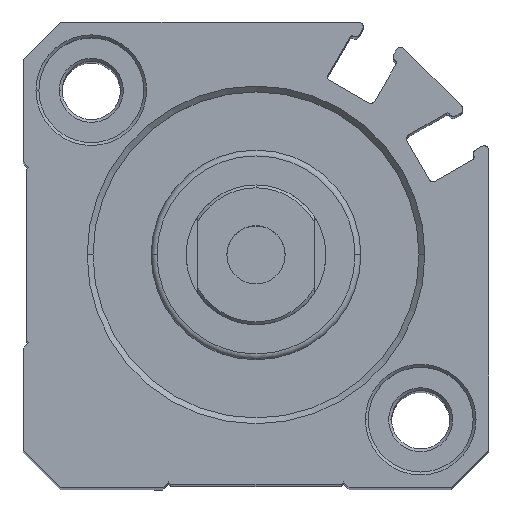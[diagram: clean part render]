
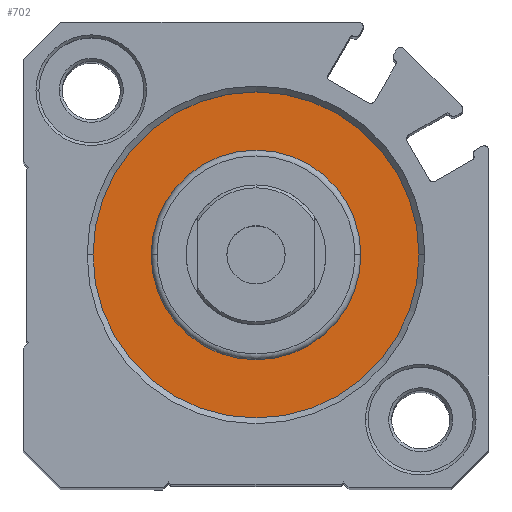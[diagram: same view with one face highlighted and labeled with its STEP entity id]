
A CAD part, top view. The second image highlights one B-rep face of the part: STEP entity #702.
In plain terms, the highlighted planar face has unit normal (0, 0, 1).
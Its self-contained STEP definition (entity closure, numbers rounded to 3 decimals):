
#70 = CARTESIAN_POINT ( 'NONE',  ( 0., 0., 51.05 ) ) ;
#165 = CARTESIAN_POINT ( 'NONE',  ( 9., 0., 51.05 ) ) ;
#413 = DIRECTION ( 'NONE',  ( 1., 0., 0. ) ) ;
#478 = DIRECTION ( 'NONE',  ( 0., 0., 1. ) ) ;
#545 = VERTEX_POINT ( 'NONE', #1517 ) ;
#565 = ORIENTED_EDGE ( 'NONE', *, *, #3064, .T. ) ;
#702 = ADVANCED_FACE ( 'NONE', ( #3165, #2213 ), #3634, .T. ) ;
#734 = EDGE_LOOP ( 'NONE', ( #1725, #565 ) ) ;
#739 = ORIENTED_EDGE ( 'NONE', *, *, #1412, .F. ) ;
#839 = DIRECTION ( 'NONE',  ( 0., 0., 1. ) ) ;
#903 = CARTESIAN_POINT ( 'NONE',  ( 0., 0., 51.05 ) ) ;
#1213 = CARTESIAN_POINT ( 'NONE',  ( -9., 0., 51.05 ) ) ;
#1342 = AXIS2_PLACEMENT_3D ( 'NONE', #70, #2403, #413 ) ;
#1412 = EDGE_CURVE ( 'NONE', #3222, #2022, #4114, .T. ) ;
#1469 = VERTEX_POINT ( 'NONE', #1856 ) ;
#1517 = CARTESIAN_POINT ( 'NONE',  ( 14., 0., 51.05 ) ) ;
#1578 = DIRECTION ( 'NONE',  ( 0., 0., 1. ) ) ;
#1725 = ORIENTED_EDGE ( 'NONE', *, *, #2402, .T. ) ;
#1856 = CARTESIAN_POINT ( 'NONE',  ( -14., 0., 51.05 ) ) ;
#1911 = DIRECTION ( 'NONE',  ( 0., 0., 1. ) ) ;
#2022 = VERTEX_POINT ( 'NONE', #165 ) ;
#2140 = CIRCLE ( 'NONE', #4029, 9. ) ;
#2154 = ORIENTED_EDGE ( 'NONE', *, *, #4141, .F. ) ;
#2213 = FACE_OUTER_BOUND ( 'NONE', #734, .T. ) ;
#2402 = EDGE_CURVE ( 'NONE', #545, #1469, #2792, .T. ) ;
#2403 = DIRECTION ( 'NONE',  ( 0., 0., 1. ) ) ;
#2473 = CARTESIAN_POINT ( 'NONE',  ( 0., 0., 51.05 ) ) ;
#2792 = CIRCLE ( 'NONE', #1342, 14. ) ;
#2847 = DIRECTION ( 'NONE',  ( 1., 0., 0. ) ) ;
#2869 = CARTESIAN_POINT ( 'NONE',  ( 0., 0., 51.05 ) ) ;
#3064 = EDGE_CURVE ( 'NONE', #1469, #545, #3951, .T. ) ;
#3165 = FACE_BOUND ( 'NONE', #4381, .T. ) ;
#3222 = VERTEX_POINT ( 'NONE', #1213 ) ;
#3226 = DIRECTION ( 'NONE',  ( 1., 0., 0. ) ) ;
#3240 = AXIS2_PLACEMENT_3D ( 'NONE', #2473, #478, #2847 ) ;
#3634 = PLANE ( 'NONE',  #3855 ) ;
#3831 = AXIS2_PLACEMENT_3D ( 'NONE', #2869, #839, #3226 ) ;
#3855 = AXIS2_PLACEMENT_3D ( 'NONE', #903, #1578, #3974 ) ;
#3951 = CIRCLE ( 'NONE', #3240, 14. ) ;
#3974 = DIRECTION ( 'NONE',  ( 1., 0., 0. ) ) ;
#3976 = CARTESIAN_POINT ( 'NONE',  ( 0., 0., 51.05 ) ) ;
#4029 = AXIS2_PLACEMENT_3D ( 'NONE', #3976, #1911, #4324 ) ;
#4114 = CIRCLE ( 'NONE', #3831, 9. ) ;
#4141 = EDGE_CURVE ( 'NONE', #2022, #3222, #2140, .T. ) ;
#4324 = DIRECTION ( 'NONE',  ( 1., 0., 0. ) ) ;
#4381 = EDGE_LOOP ( 'NONE', ( #739, #2154 ) ) ;
